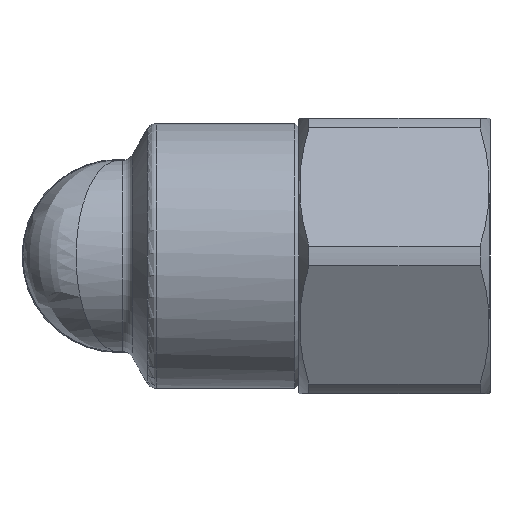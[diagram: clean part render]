
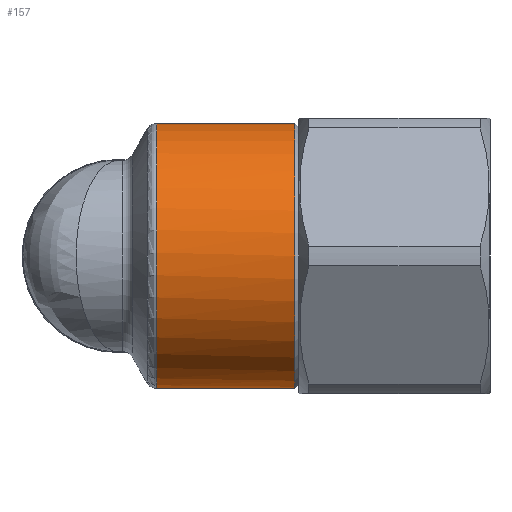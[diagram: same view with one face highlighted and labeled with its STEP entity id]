
A CAD part, left-side view. The second image highlights one B-rep face of the part: STEP entity #157.
In plain terms, the highlighted cylindrical face has radius 6.25 mm (diameter 12.5 mm), a full revolution.
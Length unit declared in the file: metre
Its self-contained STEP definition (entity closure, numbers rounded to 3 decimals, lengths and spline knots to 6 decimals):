
#157 = ADVANCED_FACE( 'NONE', ( #337, #338 ), #339, .T. );
#337 = FACE_OUTER_BOUND( '', #739, .T. );
#338 = FACE_OUTER_BOUND( '', #740, .T. );
#339 = CYLINDRICAL_SURFACE( '', #741, 0.00625 );
#739 = EDGE_LOOP( '', ( #1159, #1160 ) );
#740 = EDGE_LOOP( '', ( #1161 ) );
#741 = AXIS2_PLACEMENT_3D( '', #1162, #1163, #1164 );
#1159 = ORIENTED_EDGE( '', *, *, #1360, .T. );
#1160 = ORIENTED_EDGE( '', *, *, #1372, .T. );
#1161 = ORIENTED_EDGE( '', *, *, #1276, .T. );
#1162 = CARTESIAN_POINT( '', ( 0., 0.005805, 0. ) );
#1163 = DIRECTION( '', ( 0., -1., 0. ) );
#1164 = DIRECTION( '', ( 0., 0., 1. ) );
#1276 = EDGE_CURVE( 'NONE', #1447, #1447, #1448, .T. );
#1360 = EDGE_CURVE( 'NONE', #1414, #1524, #1576, .T. );
#1372 = EDGE_CURVE( 'NONE', #1524, #1414, #1589, .T. );
#1414 = VERTEX_POINT( 'NONE', #1692 );
#1447 = VERTEX_POINT( '', #1747 );
#1448 = CIRCLE( '', #1748, 0.00625 );
#1524 = VERTEX_POINT( 'NONE', #1958 );
#1576 = CIRCLE( '', #2103, 0.00625 );
#1589 = B_SPLINE_CURVE_WITH_KNOTS( '', 3, ( #2130, #2131, #2132, #2133, #2134, #2135, #2136, #2137, #2138, #2139, #2140, #2141, #2142, #2143, #2144, #2145, #2146, #2147, #2148, #2149, #2150, #2151, #2152, #2153, #2154, #2155 ), .UNSPECIFIED., .F., .F., ( 4, 1, 1, 1, 1, 1, 1, 1, 1, 1, 1, 1, 1, 1, 1, 1, 1, 1, 1, 1, 1, 1, 1, 4 ), ( 0., 0.017272, 0.034698, 0.052305, 0.070119, 0.088166, 0.106469, 0.125053, 0.187952, 0.250282, 0.314076, 0.375481, 0.438648, 0.500477, 0.562254, 0.625405, 0.686411, 0.749793, 0.811932, 0.874659, 0.907068, 0.938672, 0.969603, 1. ), .UNSPECIFIED. );
#1692 = CARTESIAN_POINT( '', ( 0.004514, -0.001789, 0.004323 ) );
#1747 = CARTESIAN_POINT( '', ( 0., -0.0083, 0.00625 ) );
#1748 = AXIS2_PLACEMENT_3D( '', #2222, #2223, #2224 );
#1958 = CARTESIAN_POINT( '', ( 0.004514, -0.001789, -0.004323 ) );
#2103 = AXIS2_PLACEMENT_3D( '', #2310, #2311, #2312 );
#2130 = CARTESIAN_POINT( '', ( 0.004514, -0.001789, -0.004323 ) );
#2131 = CARTESIAN_POINT( '', ( 0.004535, -0.001851, -0.004301 ) );
#2132 = CARTESIAN_POINT( '', ( 0.004579, -0.001975, -0.004255 ) );
#2133 = CARTESIAN_POINT( '', ( 0.004649, -0.002158, -0.004178 ) );
#2134 = CARTESIAN_POINT( '', ( 0.004723, -0.002339, -0.004094 ) );
#2135 = CARTESIAN_POINT( '', ( 0.004801, -0.002517, -0.004002 ) );
#2136 = CARTESIAN_POINT( '', ( 0.004882, -0.002693, -0.003903 ) );
#2137 = CARTESIAN_POINT( '', ( 0.004967, -0.002867, -0.003795 ) );
#2138 = CARTESIAN_POINT( '', ( 0.005122, -0.003173, -0.003587 ) );
#2139 = CARTESIAN_POINT( '', ( 0.005349, -0.003587, -0.00325 ) );
#2140 = CARTESIAN_POINT( '', ( 0.005635, -0.004063, -0.002727 ) );
#2141 = CARTESIAN_POINT( '', ( 0.005887, -0.00446, -0.002133 ) );
#2142 = CARTESIAN_POINT( '', ( 0.00609, -0.004765, -0.001465 ) );
#2143 = CARTESIAN_POINT( '', ( 0.00622, -0.004957, -0.000747 ) );
#2144 = CARTESIAN_POINT( '', ( 0.006265, -0.005022, 0.000006 ) );
#2145 = CARTESIAN_POINT( '', ( 0.006219, -0.004955, 0.000758 ) );
#2146 = CARTESIAN_POINT( '', ( 0.006088, -0.004761, 0.001474 ) );
#2147 = CARTESIAN_POINT( '', ( 0.005886, -0.004457, 0.002138 ) );
#2148 = CARTESIAN_POINT( '', ( 0.005634, -0.004062, 0.002728 ) );
#2149 = CARTESIAN_POINT( '', ( 0.005349, -0.003588, 0.003249 ) );
#2150 = CARTESIAN_POINT( '', ( 0.005101, -0.003135, 0.003618 ) );
#2151 = CARTESIAN_POINT( '', ( 0.004904, -0.002742, 0.003877 ) );
#2152 = CARTESIAN_POINT( '', ( 0.004762, -0.002433, 0.004049 ) );
#2153 = CARTESIAN_POINT( '', ( 0.00463, -0.002117, 0.0042 ) );
#2154 = CARTESIAN_POINT( '', ( 0.004552, -0.001897, 0.004282 ) );
#2155 = CARTESIAN_POINT( '', ( 0.004514, -0.001789, 0.004323 ) );
#2222 = CARTESIAN_POINT( '', ( 0., -0.0083, 0. ) );
#2223 = DIRECTION( '', ( 0., 1., 0. ) );
#2224 = DIRECTION( '', ( 0., 0., 1. ) );
#2310 = CARTESIAN_POINT( '', ( 0., -0.001789, 0. ) );
#2311 = DIRECTION( '', ( 0., -1., 0. ) );
#2312 = DIRECTION( '', ( 0., 0., -1. ) );
